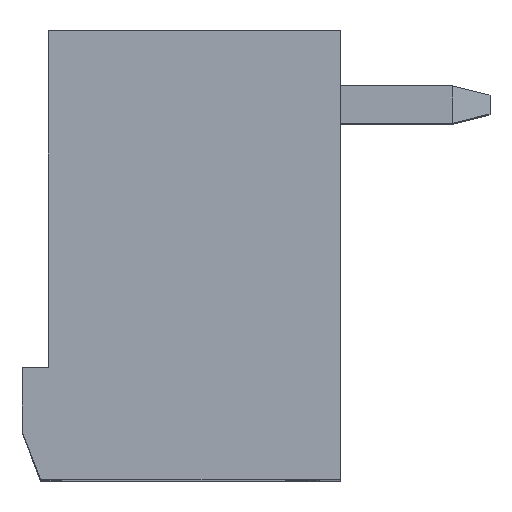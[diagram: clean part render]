
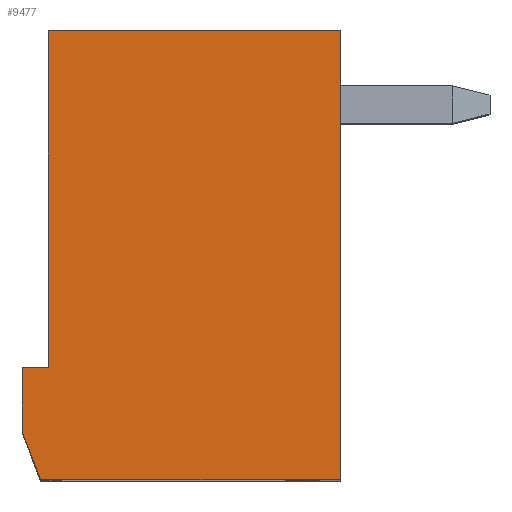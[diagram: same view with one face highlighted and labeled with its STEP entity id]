
A CAD part, top view. The second image highlights one B-rep face of the part: STEP entity #9477.
In plain terms, the highlighted planar face has unit normal (0, 0, 1).
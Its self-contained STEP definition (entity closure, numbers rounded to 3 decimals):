
#28=DIRECTION('',(0.,-1.,0.));
#29=VECTOR('',#28,1.7);
#30=CARTESIAN_POINT('',(-4.6,3.,21.02));
#31=LINE('',#30,#29);
#44=DIRECTION('',(-1.,0.,0.));
#45=VECTOR('',#44,0.7);
#46=CARTESIAN_POINT('',(-3.9,3.,21.02));
#47=LINE('',#46,#45);
#56=DIRECTION('',(0.,-1.,0.));
#57=VECTOR('',#56,9.);
#58=CARTESIAN_POINT('',(-3.9,12.,21.02));
#59=LINE('',#58,#57);
#72=DIRECTION('',(-1.,0.,0.));
#73=VECTOR('',#72,7.8);
#74=CARTESIAN_POINT('',(3.9,12.,21.02));
#75=LINE('',#74,#73);
#96=DIRECTION('',(0.,1.,0.));
#97=VECTOR('',#96,12.);
#98=CARTESIAN_POINT('',(3.9,0.,21.02));
#99=LINE('',#98,#97);
#181=DIRECTION('',(1.,0.,0.));
#182=VECTOR('',#181,8.);
#183=CARTESIAN_POINT('',(-4.1,0.,21.02));
#184=LINE('',#183,#182);
#3170=DIRECTION('',(-0.359,0.933,0.));
#3171=VECTOR('',#3170,1.393);
#3172=CARTESIAN_POINT('',(-4.1,0.,21.02));
#3173=LINE('',#3172,#3171);
#4820=CARTESIAN_POINT('',(-4.1,0.,21.02));
#4821=VERTEX_POINT('',#4820);
#4822=CARTESIAN_POINT('',(3.9,0.,21.02));
#4823=VERTEX_POINT('',#4822);
#4824=CARTESIAN_POINT('',(-4.6,1.3,21.02));
#4825=VERTEX_POINT('',#4824);
#4826=CARTESIAN_POINT('',(3.9,12.,21.02));
#4827=VERTEX_POINT('',#4826);
#4828=CARTESIAN_POINT('',(-3.9,12.,21.02));
#4829=VERTEX_POINT('',#4828);
#4830=CARTESIAN_POINT('',(-4.6,3.,21.02));
#4831=VERTEX_POINT('',#4830);
#4832=CARTESIAN_POINT('',(-3.9,3.,21.02));
#4833=VERTEX_POINT('',#4832);
#9463=CARTESIAN_POINT('',(0.,0.,21.02));
#9464=DIRECTION('',(0.,0.,-1.));
#9465=DIRECTION('',(-1.,0.,0.));
#9466=AXIS2_PLACEMENT_3D('',#9463,#9464,#9465);
#9467=PLANE('',#9466);
#9468=ORIENTED_EDGE('',*,*,#5130,.F.);
#9469=ORIENTED_EDGE('',*,*,#9456,.T.);
#9470=ORIENTED_EDGE('',*,*,#4969,.F.);
#9471=ORIENTED_EDGE('',*,*,#5000,.F.);
#9472=ORIENTED_EDGE('',*,*,#5015,.F.);
#9473=ORIENTED_EDGE('',*,*,#5038,.F.);
#9474=ORIENTED_EDGE('',*,*,#5077,.F.);
#9475=EDGE_LOOP('',(#9468,#9469,#9470,#9471,#9472,#9473,#9474));
#9476=FACE_OUTER_BOUND('',#9475,.F.);
#9477=ADVANCED_FACE('',(#9476),#9467,.F.);
#4969=EDGE_CURVE('',#4831,#4825,#31,.T.);
#5000=EDGE_CURVE('',#4833,#4831,#47,.T.);
#5015=EDGE_CURVE('',#4829,#4833,#59,.T.);
#5038=EDGE_CURVE('',#4827,#4829,#75,.T.);
#5077=EDGE_CURVE('',#4823,#4827,#99,.T.);
#5130=EDGE_CURVE('',#4821,#4823,#184,.T.);
#9456=EDGE_CURVE('',#4821,#4825,#3173,.T.);
